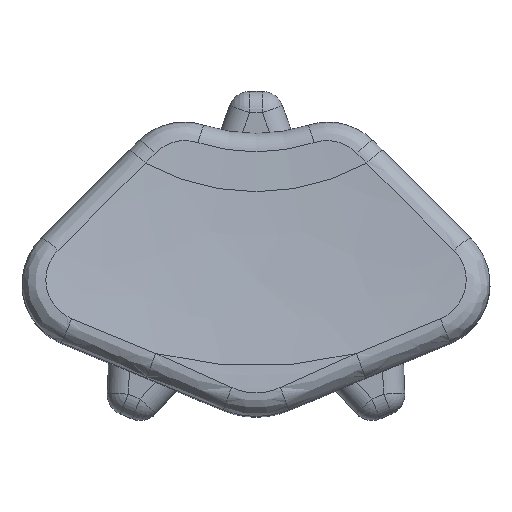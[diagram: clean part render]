
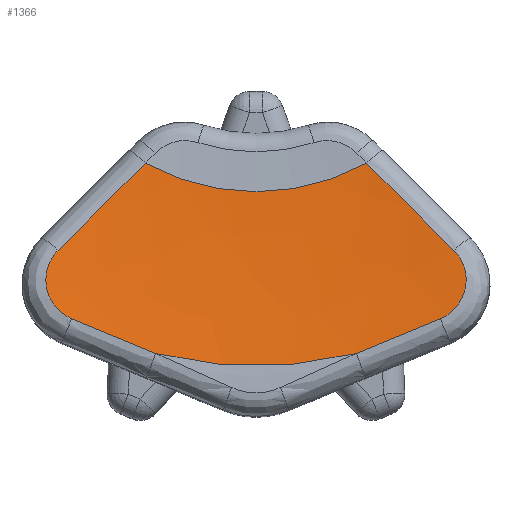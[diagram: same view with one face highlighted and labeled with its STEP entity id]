
A CAD part, top view. The second image highlights one B-rep face of the part: STEP entity #1366.
In plain terms, the highlighted free-form (B-spline) face has degree [2, 2] with [3, 3] control points.
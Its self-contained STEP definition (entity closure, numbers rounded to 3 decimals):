
#27=(
BOUNDED_SURFACE()
B_SPLINE_SURFACE(2,2,((#2694,#2695,#2696),(#2697,#2698,#2699),(#2700,#2701,
#2702)),.UNSPECIFIED.,.F.,.F.,.F.)
B_SPLINE_SURFACE_WITH_KNOTS((3,3),(3,3),(-1.438,-1.329),
(-2.177,-0.965),.UNSPECIFIED.)
GEOMETRIC_REPRESENTATION_ITEM()
RATIONAL_B_SPLINE_SURFACE(((1.,0.822,1.),(0.999,
0.821,0.999),(1.,0.822,1.)))
REPRESENTATION_ITEM('')
SURFACE()
);
#277=FACE_OUTER_BOUND('',#371,.T.);
#371=EDGE_LOOP('',(#997,#998,#999,#1000,#1001,#1002,#1003,#1004));
#447=B_SPLINE_CURVE_WITH_KNOTS('',3,(#2096,#2097,#2098,#2099,#2100,#2101,
#2102,#2103,#2104,#2105,#2106,#2107,#2108,#2109,#2110,#2111,#2112,#2113,
#2114,#2115,#2116,#2117,#2118,#2119,#2120,#2121,#2122,#2123,#2124,#2125,
#2126,#2127,#2128,#2129,#2130,#2131,#2132,#2133,#2134,#2135,#2136,#2137,
#2138,#2139,#2140,#2141),.UNSPECIFIED.,.F.,.F.,(4,3,3,3,3,3,3,3,3,3,3,3,
3,3,3,4),(-0.636,-0.622,-0.616,-0.6,
-0.595,-0.577,-0.565,-0.55,
-0.533,-0.524,-0.508,-0.494,
-0.487,-0.461,-0.45,-0.437),
 .UNSPECIFIED.);
#449=B_SPLINE_CURVE_WITH_KNOTS('',3,(#2169,#2170,#2171,#2172),
 .UNSPECIFIED.,.F.,.F.,(4,4),(0.,0.298),.UNSPECIFIED.);
#458=B_SPLINE_CURVE_WITH_KNOTS('',3,(#2340,#2341,#2342,#2343),
 .UNSPECIFIED.,.F.,.F.,(4,4),(-0.298,0.),
 .UNSPECIFIED.);
#460=B_SPLINE_CURVE_WITH_KNOTS('',3,(#2387,#2388,#2389,#2390,#2391,#2392),
 .UNSPECIFIED.,.F.,.F.,(4,1,1,4),(-0.199,-0.114,
-0.057,0.),.UNSPECIFIED.);
#469=B_SPLINE_CURVE_WITH_KNOTS('',3,(#2575,#2576,#2577,#2578),
 .UNSPECIFIED.,.F.,.F.,(4,4),(-0.703,-0.486),
 .UNSPECIFIED.);
#470=B_SPLINE_CURVE_WITH_KNOTS('',3,(#2603,#2604,#2605,#2606),
 .UNSPECIFIED.,.F.,.F.,(4,4),(-0.217,0.),.UNSPECIFIED.);
#504=CIRCLE('',#1473,5.375);
#506=CIRCLE('',#1482,9.483);
#574=VERTEX_POINT('',#2084);
#577=VERTEX_POINT('',#2094);
#579=VERTEX_POINT('',#2167);
#589=VERTEX_POINT('',#2307);
#591=VERTEX_POINT('',#2338);
#593=VERTEX_POINT('',#2385);
#594=VERTEX_POINT('',#2463);
#601=VERTEX_POINT('',#2537);
#698=EDGE_CURVE('',#577,#574,#447,.T.);
#701=EDGE_CURVE('',#579,#577,#449,.T.);
#718=EDGE_CURVE('',#591,#589,#458,.T.);
#721=EDGE_CURVE('',#593,#591,#460,.T.);
#734=EDGE_CURVE('',#574,#601,#469,.T.);
#735=EDGE_CURVE('',#594,#593,#470,.T.);
#737=EDGE_CURVE('',#579,#589,#504,.T.);
#756=EDGE_CURVE('',#594,#601,#506,.T.);
#997=ORIENTED_EDGE('',*,*,#701,.F.);
#998=ORIENTED_EDGE('',*,*,#737,.T.);
#999=ORIENTED_EDGE('',*,*,#718,.F.);
#1000=ORIENTED_EDGE('',*,*,#721,.F.);
#1001=ORIENTED_EDGE('',*,*,#735,.F.);
#1002=ORIENTED_EDGE('',*,*,#756,.T.);
#1003=ORIENTED_EDGE('',*,*,#734,.F.);
#1004=ORIENTED_EDGE('',*,*,#698,.F.);
#1366=ADVANCED_FACE('',(#277),#27,.T.);
#1473=AXIS2_PLACEMENT_3D('',#2612,#1664,#1665);
#1482=AXIS2_PLACEMENT_3D('',#2703,#1693,#1694);
#1664=DIRECTION('center_axis',(0.,0.,-1.));
#1665=DIRECTION('ref_axis',(0.,-1.,0.));
#1693=DIRECTION('center_axis',(0.,0.,1.));
#1694=DIRECTION('ref_axis',(0.,-1.,0.));
#2084=CARTESIAN_POINT('',(26.584,-29.932,17.147));
#2094=CARTESIAN_POINT('',(26.905,-28.321,16.87));
#2096=CARTESIAN_POINT('Ctrl Pts',(26.905,-28.321,16.87));
#2097=CARTESIAN_POINT('Ctrl Pts',(26.935,-28.352,16.879));
#2098=CARTESIAN_POINT('Ctrl Pts',(26.963,-28.384,16.888));
#2099=CARTESIAN_POINT('Ctrl Pts',(26.989,-28.418,16.897));
#2100=CARTESIAN_POINT('Ctrl Pts',(27.001,-28.434,16.901));
#2101=CARTESIAN_POINT('Ctrl Pts',(27.013,-28.45,16.905));
#2102=CARTESIAN_POINT('Ctrl Pts',(27.024,-28.467,16.91));
#2103=CARTESIAN_POINT('Ctrl Pts',(27.054,-28.51,16.921));
#2104=CARTESIAN_POINT('Ctrl Pts',(27.079,-28.555,16.932));
#2105=CARTESIAN_POINT('Ctrl Pts',(27.101,-28.603,16.944));
#2106=CARTESIAN_POINT('Ctrl Pts',(27.108,-28.618,16.947));
#2107=CARTESIAN_POINT('Ctrl Pts',(27.115,-28.632,16.951));
#2108=CARTESIAN_POINT('Ctrl Pts',(27.121,-28.647,16.954));
#2109=CARTESIAN_POINT('Ctrl Pts',(27.142,-28.7,16.967));
#2110=CARTESIAN_POINT('Ctrl Pts',(27.159,-28.755,16.979));
#2111=CARTESIAN_POINT('Ctrl Pts',(27.171,-28.811,16.991));
#2112=CARTESIAN_POINT('Ctrl Pts',(27.18,-28.849,16.999));
#2113=CARTESIAN_POINT('Ctrl Pts',(27.186,-28.888,17.007));
#2114=CARTESIAN_POINT('Ctrl Pts',(27.189,-28.928,17.015));
#2115=CARTESIAN_POINT('Ctrl Pts',(27.194,-28.974,17.025));
#2116=CARTESIAN_POINT('Ctrl Pts',(27.195,-29.021,17.034));
#2117=CARTESIAN_POINT('Ctrl Pts',(27.193,-29.068,17.042));
#2118=CARTESIAN_POINT('Ctrl Pts',(27.19,-29.125,17.053));
#2119=CARTESIAN_POINT('Ctrl Pts',(27.182,-29.183,17.064));
#2120=CARTESIAN_POINT('Ctrl Pts',(27.169,-29.239,17.073));
#2121=CARTESIAN_POINT('Ctrl Pts',(27.163,-29.266,17.078));
#2122=CARTESIAN_POINT('Ctrl Pts',(27.156,-29.292,17.082));
#2123=CARTESIAN_POINT('Ctrl Pts',(27.147,-29.318,17.086));
#2124=CARTESIAN_POINT('Ctrl Pts',(27.131,-29.369,17.094));
#2125=CARTESIAN_POINT('Ctrl Pts',(27.111,-29.419,17.102));
#2126=CARTESIAN_POINT('Ctrl Pts',(27.086,-29.467,17.109));
#2127=CARTESIAN_POINT('Ctrl Pts',(27.065,-29.508,17.114));
#2128=CARTESIAN_POINT('Ctrl Pts',(27.042,-29.548,17.12));
#2129=CARTESIAN_POINT('Ctrl Pts',(27.015,-29.586,17.124));
#2130=CARTESIAN_POINT('Ctrl Pts',(27.003,-29.603,17.126));
#2131=CARTESIAN_POINT('Ctrl Pts',(26.99,-29.62,17.128));
#2132=CARTESIAN_POINT('Ctrl Pts',(26.977,-29.636,17.13));
#2133=CARTESIAN_POINT('Ctrl Pts',(26.924,-29.702,17.138));
#2134=CARTESIAN_POINT('Ctrl Pts',(26.863,-29.762,17.143));
#2135=CARTESIAN_POINT('Ctrl Pts',(26.794,-29.812,17.146));
#2136=CARTESIAN_POINT('Ctrl Pts',(26.764,-29.835,17.147));
#2137=CARTESIAN_POINT('Ctrl Pts',(26.732,-29.856,17.148));
#2138=CARTESIAN_POINT('Ctrl Pts',(26.698,-29.875,17.148));
#2139=CARTESIAN_POINT('Ctrl Pts',(26.662,-29.896,17.148));
#2140=CARTESIAN_POINT('Ctrl Pts',(26.623,-29.915,17.148));
#2141=CARTESIAN_POINT('Ctrl Pts',(26.584,-29.932,17.147));
#2167=CARTESIAN_POINT('',(24.851,-26.268,16.383));
#2169=CARTESIAN_POINT('Ctrl Pts',(24.851,-26.268,16.383));
#2170=CARTESIAN_POINT('Ctrl Pts',(25.539,-26.956,16.508));
#2171=CARTESIAN_POINT('Ctrl Pts',(26.225,-27.642,16.67));
#2172=CARTESIAN_POINT('Ctrl Pts',(26.905,-28.321,16.87));
#2307=CARTESIAN_POINT('',(19.639,-26.268,16.383));
#2338=CARTESIAN_POINT('',(17.585,-28.321,16.87));
#2340=CARTESIAN_POINT('Ctrl Pts',(17.585,-28.321,16.87));
#2341=CARTESIAN_POINT('Ctrl Pts',(18.265,-27.642,16.67));
#2342=CARTESIAN_POINT('Ctrl Pts',(18.95,-26.956,16.508));
#2343=CARTESIAN_POINT('Ctrl Pts',(19.639,-26.268,16.383));
#2385=CARTESIAN_POINT('',(17.906,-29.932,17.147));
#2387=CARTESIAN_POINT('Ctrl Pts',(17.906,-29.932,17.147));
#2388=CARTESIAN_POINT('Ctrl Pts',(17.647,-29.824,17.153));
#2389=CARTESIAN_POINT('Ctrl Pts',(17.302,-29.45,17.116));
#2390=CARTESIAN_POINT('Ctrl Pts',(17.273,-28.781,16.99));
#2391=CARTESIAN_POINT('Ctrl Pts',(17.456,-28.451,16.908));
#2392=CARTESIAN_POINT('Ctrl Pts',(17.585,-28.321,16.87));
#2463=CARTESIAN_POINT('',(19.887,-30.752,17.162));
#2537=CARTESIAN_POINT('',(24.603,-30.752,17.162));
#2575=CARTESIAN_POINT('Ctrl Pts',(26.584,-29.932,17.147));
#2576=CARTESIAN_POINT('Ctrl Pts',(25.924,-30.205,17.132));
#2577=CARTESIAN_POINT('Ctrl Pts',(25.263,-30.479,17.137));
#2578=CARTESIAN_POINT('Ctrl Pts',(24.603,-30.752,17.162));
#2603=CARTESIAN_POINT('Ctrl Pts',(19.887,-30.752,17.162));
#2604=CARTESIAN_POINT('Ctrl Pts',(19.227,-30.479,17.137));
#2605=CARTESIAN_POINT('Ctrl Pts',(18.566,-30.205,17.132));
#2606=CARTESIAN_POINT('Ctrl Pts',(17.906,-29.932,17.147));
#2612=CARTESIAN_POINT('Origin',(22.245,-21.567,16.383));
#2694=CARTESIAN_POINT('Ctrl Pts',(19.184,-25.985,16.383));
#2695=CARTESIAN_POINT('Ctrl Pts',(22.245,-28.106,16.383));
#2696=CARTESIAN_POINT('Ctrl Pts',(25.306,-25.985,16.383));
#2697=CARTESIAN_POINT('Ctrl Pts',(18.002,-27.691,16.66));
#2698=CARTESIAN_POINT('Ctrl Pts',(22.245,-30.631,16.66));
#2699=CARTESIAN_POINT('Ctrl Pts',(26.488,-27.691,16.66));
#2700=CARTESIAN_POINT('Ctrl Pts',(16.844,-29.362,17.162));
#2701=CARTESIAN_POINT('Ctrl Pts',(22.245,-33.104,17.162));
#2702=CARTESIAN_POINT('Ctrl Pts',(27.646,-29.362,17.162));
#2703=CARTESIAN_POINT('Origin',(22.245,-21.567,17.162));
